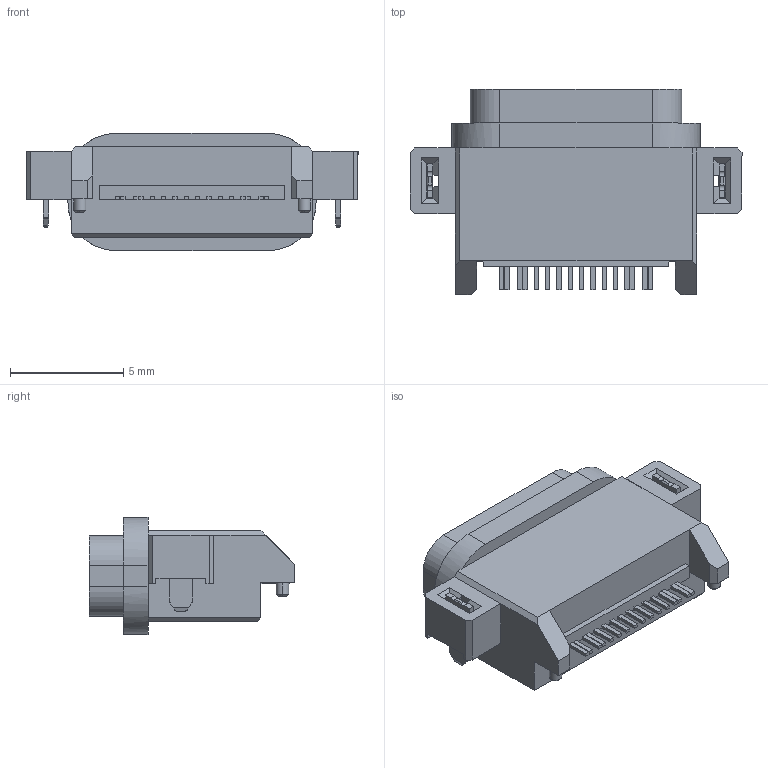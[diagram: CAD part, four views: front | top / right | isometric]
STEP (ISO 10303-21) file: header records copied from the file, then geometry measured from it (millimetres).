
FILE_DESCRIPTION (( 'STEP AP203' ), '1' );
FILE_NAME ('54-00304.STEP', '2022-05-10T18:14:46', ( '' ), ( '' ), 'SwSTEP 2.0', 'SolidWorks 2021', '' );
FILE_SCHEMA (( 'CONFIG_CONTROL_DESIGN' ));
Length unit declared in the file: millimetre
Products named in the file (1): 54-00304
Bounding box: 14.64 x 9.08 x 5.16 mm (x, y, z)
Volume: 258.8 mm3; surface area: 686 mm2
Topology: 1 solids, 4 shells, 604 faces, 1739 edges, 1142 vertices
Faces by surface type: plane 504, cylinder 82, cone 18
Entity records: 19873 total; most frequent: CARTESIAN_POINT 3973, ORIENTED_EDGE 3478, DIRECTION 2984, EDGE_CURVE 1739, LINE 1410, VECTOR 1410, VERTEX_POINT 1142, AXIS2_PLACEMENT_3D 787
